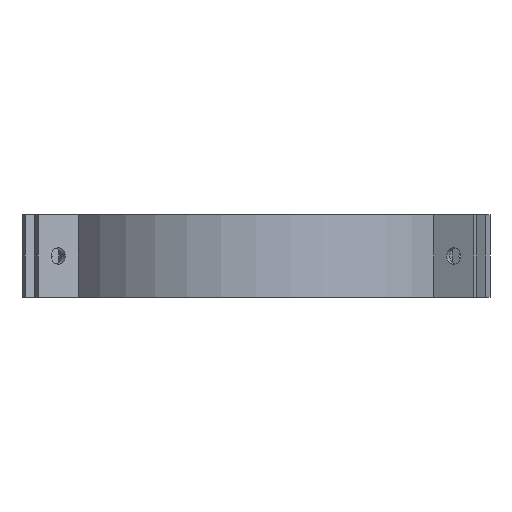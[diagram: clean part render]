
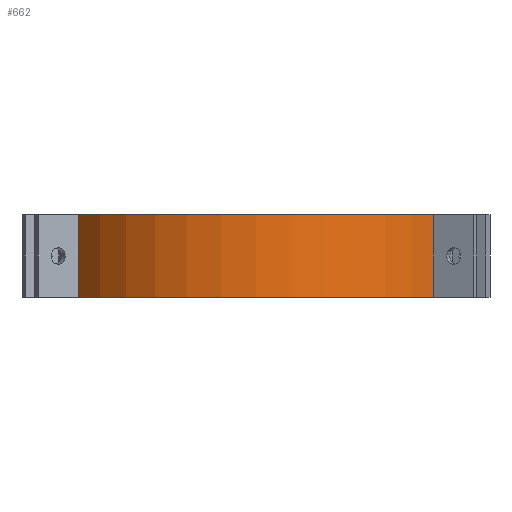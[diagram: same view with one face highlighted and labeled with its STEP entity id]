
A CAD part, left-side view. The second image highlights one B-rep face of the part: STEP entity #662.
In plain terms, the highlighted cylindrical face has radius 105 mm (diameter 210 mm), a partial arc.
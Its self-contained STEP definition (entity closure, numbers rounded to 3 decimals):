
#65=FACE_OUTER_BOUND('',#101,.T.);
#101=EDGE_LOOP('',(#508,#509,#510,#511));
#157=LINE('',#1011,#230);
#158=LINE('',#1017,#231);
#230=VECTOR('',#830,10.);
#231=VECTOR('',#837,10.);
#292=CIRCLE('',#724,105.);
#293=CIRCLE('',#725,105.);
#324=VERTEX_POINT('',#1007);
#325=VERTEX_POINT('',#1009);
#326=VERTEX_POINT('',#1013);
#327=VERTEX_POINT('',#1015);
#399=EDGE_CURVE('',#324,#325,#157,.T.);
#400=EDGE_CURVE('',#326,#324,#292,.T.);
#401=EDGE_CURVE('',#327,#325,#293,.T.);
#402=EDGE_CURVE('',#326,#327,#158,.T.);
#508=ORIENTED_EDGE('',*,*,#400,.T.);
#509=ORIENTED_EDGE('',*,*,#399,.T.);
#510=ORIENTED_EDGE('',*,*,#401,.F.);
#511=ORIENTED_EDGE('',*,*,#402,.F.);
#646=CYLINDRICAL_SURFACE('',#723,105.);
#662=ADVANCED_FACE('',(#65),#646,.T.);
#723=AXIS2_PLACEMENT_3D('',#1012,#831,#832);
#724=AXIS2_PLACEMENT_3D('',#1014,#833,#834);
#725=AXIS2_PLACEMENT_3D('',#1016,#835,#836);
#830=DIRECTION('',(0.,0.,1.));
#831=DIRECTION('center_axis',(0.,0.,1.));
#832=DIRECTION('ref_axis',(-1.,0.,0.));
#833=DIRECTION('center_axis',(0.,0.,1.));
#834=DIRECTION('ref_axis',(1.,0.,0.));
#835=DIRECTION('center_axis',(0.,0.,1.));
#836=DIRECTION('ref_axis',(1.,0.,0.));
#837=DIRECTION('',(0.,0.,1.));
#1007=CARTESIAN_POINT('',(-59.276,-86.668,0.));
#1009=CARTESIAN_POINT('',(-59.276,-86.668,40.));
#1011=CARTESIAN_POINT('',(-59.276,-86.668,0.));
#1012=CARTESIAN_POINT('Origin',(0.,0.,0.));
#1013=CARTESIAN_POINT('',(-59.276,86.668,0.));
#1014=CARTESIAN_POINT('Origin',(0.,0.,0.));
#1015=CARTESIAN_POINT('',(-59.276,86.668,40.));
#1016=CARTESIAN_POINT('Origin',(0.,0.,40.));
#1017=CARTESIAN_POINT('',(-59.276,86.668,0.));
